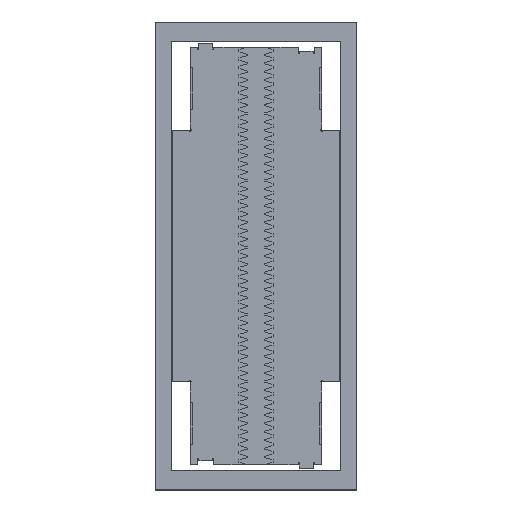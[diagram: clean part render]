
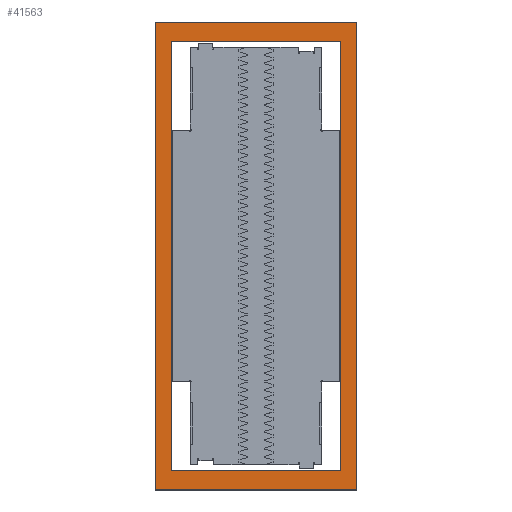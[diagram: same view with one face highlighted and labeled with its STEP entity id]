
A CAD part, top view. The second image highlights one B-rep face of the part: STEP entity #41563.
In plain terms, the highlighted planar face has unit normal (0, 0, 1).
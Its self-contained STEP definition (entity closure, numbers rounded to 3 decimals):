
#41563 = ADVANCED_FACE('',(#41564,#41683),#41578,.T.);
#41564 = FACE_BOUND('',#41565,.T.);
#41565 = EDGE_LOOP('',(#41566,#41601,#41629,#41657));
#41566 = ORIENTED_EDGE('',*,*,#41567,.T.);
#41567 = EDGE_CURVE('',#41568,#41570,#41572,.T.);
#41568 = VERTEX_POINT('',#41569);
#41569 = CARTESIAN_POINT('',(16.2,40.9,-4.2));
#41570 = VERTEX_POINT('',#41571);
#41571 = CARTESIAN_POINT('',(16.2,-40.9,-4.2));
#41572 = SURFACE_CURVE('',#41573,(#41577,#41589),.PCURVE_S1.);
#41573 = LINE('',#41574,#41575);
#41574 = CARTESIAN_POINT('',(16.2,40.9,-4.2));
#41575 = VECTOR('',#41576,1.);
#41576 = DIRECTION('',(0.,-1.,0.));
#41577 = PCURVE('',#41578,#41583);
#41578 = PLANE('',#41579);
#41579 = AXIS2_PLACEMENT_3D('',#41580,#41581,#41582);
#41580 = CARTESIAN_POINT('',(19.2,40.,-4.2));
#41581 = DIRECTION('',(0.,0.,1.));
#41582 = DIRECTION('',(0.,1.,0.));
#41583 = DEFINITIONAL_REPRESENTATION('',(#41584),#41588);
#41584 = LINE('',#41585,#41586);
#41585 = CARTESIAN_POINT('',(0.9,3.));
#41586 = VECTOR('',#41587,1.);
#41587 = DIRECTION('',(-1.,0.));
#41588 = ( GEOMETRIC_REPRESENTATION_CONTEXT(2) 
PARAMETRIC_REPRESENTATION_CONTEXT() REPRESENTATION_CONTEXT('2D SPACE',''
  ) );
#41589 = PCURVE('',#41590,#41595);
#41590 = PLANE('',#41591);
#41591 = AXIS2_PLACEMENT_3D('',#41592,#41593,#41594);
#41592 = CARTESIAN_POINT('',(16.2,40.,-6.6));
#41593 = DIRECTION('',(-1.,0.,0.));
#41594 = DIRECTION('',(0.,0.,1.));
#41595 = DEFINITIONAL_REPRESENTATION('',(#41596),#41600);
#41596 = LINE('',#41597,#41598);
#41597 = CARTESIAN_POINT('',(2.4,0.9));
#41598 = VECTOR('',#41599,1.);
#41599 = DIRECTION('',(0.,-1.));
#41600 = ( GEOMETRIC_REPRESENTATION_CONTEXT(2) 
PARAMETRIC_REPRESENTATION_CONTEXT() REPRESENTATION_CONTEXT('2D SPACE',''
  ) );
#41601 = ORIENTED_EDGE('',*,*,#41602,.F.);
#41602 = EDGE_CURVE('',#41603,#41570,#41605,.T.);
#41603 = VERTEX_POINT('',#41604);
#41604 = CARTESIAN_POINT('',(-16.2,-40.9,-4.2));
#41605 = SURFACE_CURVE('',#41606,(#41610,#41617),.PCURVE_S1.);
#41606 = LINE('',#41607,#41608);
#41607 = CARTESIAN_POINT('',(-16.2,-40.9,-4.2));
#41608 = VECTOR('',#41609,1.);
#41609 = DIRECTION('',(1.,0.,0.));
#41610 = PCURVE('',#41578,#41611);
#41611 = DEFINITIONAL_REPRESENTATION('',(#41612),#41616);
#41612 = LINE('',#41613,#41614);
#41613 = CARTESIAN_POINT('',(-80.9,35.4));
#41614 = VECTOR('',#41615,1.);
#41615 = DIRECTION('',(0.,-1.));
#41616 = ( GEOMETRIC_REPRESENTATION_CONTEXT(2) 
PARAMETRIC_REPRESENTATION_CONTEXT() REPRESENTATION_CONTEXT('2D SPACE',''
  ) );
#41617 = PCURVE('',#41618,#41623);
#41618 = PLANE('',#41619);
#41619 = AXIS2_PLACEMENT_3D('',#41620,#41621,#41622);
#41620 = CARTESIAN_POINT('',(-16.2,-40.9,-6.6));
#41621 = DIRECTION('',(0.,-1.,0.));
#41622 = DIRECTION('',(0.,0.,1.));
#41623 = DEFINITIONAL_REPRESENTATION('',(#41624),#41628);
#41624 = LINE('',#41625,#41626);
#41625 = CARTESIAN_POINT('',(2.4,0.));
#41626 = VECTOR('',#41627,1.);
#41627 = DIRECTION('',(0.,-1.));
#41628 = ( GEOMETRIC_REPRESENTATION_CONTEXT(2) 
PARAMETRIC_REPRESENTATION_CONTEXT() REPRESENTATION_CONTEXT('2D SPACE',''
  ) );
#41629 = ORIENTED_EDGE('',*,*,#41630,.T.);
#41630 = EDGE_CURVE('',#41603,#41631,#41633,.T.);
#41631 = VERTEX_POINT('',#41632);
#41632 = CARTESIAN_POINT('',(-16.2,40.9,-4.2));
#41633 = SURFACE_CURVE('',#41634,(#41638,#41645),.PCURVE_S1.);
#41634 = LINE('',#41635,#41636);
#41635 = CARTESIAN_POINT('',(-16.2,-40.9,-4.2));
#41636 = VECTOR('',#41637,1.);
#41637 = DIRECTION('',(0.,1.,0.));
#41638 = PCURVE('',#41578,#41639);
#41639 = DEFINITIONAL_REPRESENTATION('',(#41640),#41644);
#41640 = LINE('',#41641,#41642);
#41641 = CARTESIAN_POINT('',(-80.9,35.4));
#41642 = VECTOR('',#41643,1.);
#41643 = DIRECTION('',(1.,0.));
#41644 = ( GEOMETRIC_REPRESENTATION_CONTEXT(2) 
PARAMETRIC_REPRESENTATION_CONTEXT() REPRESENTATION_CONTEXT('2D SPACE',''
  ) );
#41645 = PCURVE('',#41646,#41651);
#41646 = PLANE('',#41647);
#41647 = AXIS2_PLACEMENT_3D('',#41648,#41649,#41650);
#41648 = CARTESIAN_POINT('',(-16.2,40.,-6.6));
#41649 = DIRECTION('',(-1.,0.,0.));
#41650 = DIRECTION('',(0.,0.,1.));
#41651 = DEFINITIONAL_REPRESENTATION('',(#41652),#41656);
#41652 = LINE('',#41653,#41654);
#41653 = CARTESIAN_POINT('',(2.4,-80.9));
#41654 = VECTOR('',#41655,1.);
#41655 = DIRECTION('',(0.,1.));
#41656 = ( GEOMETRIC_REPRESENTATION_CONTEXT(2) 
PARAMETRIC_REPRESENTATION_CONTEXT() REPRESENTATION_CONTEXT('2D SPACE',''
  ) );
#41657 = ORIENTED_EDGE('',*,*,#41658,.F.);
#41658 = EDGE_CURVE('',#41568,#41631,#41659,.T.);
#41659 = SURFACE_CURVE('',#41660,(#41664,#41671),.PCURVE_S1.);
#41660 = LINE('',#41661,#41662);
#41661 = CARTESIAN_POINT('',(16.2,40.9,-4.2));
#41662 = VECTOR('',#41663,1.);
#41663 = DIRECTION('',(-1.,0.,0.));
#41664 = PCURVE('',#41578,#41665);
#41665 = DEFINITIONAL_REPRESENTATION('',(#41666),#41670);
#41666 = LINE('',#41667,#41668);
#41667 = CARTESIAN_POINT('',(0.9,3.));
#41668 = VECTOR('',#41669,1.);
#41669 = DIRECTION('',(0.,1.));
#41670 = ( GEOMETRIC_REPRESENTATION_CONTEXT(2) 
PARAMETRIC_REPRESENTATION_CONTEXT() REPRESENTATION_CONTEXT('2D SPACE',''
  ) );
#41671 = PCURVE('',#41672,#41677);
#41672 = PLANE('',#41673);
#41673 = AXIS2_PLACEMENT_3D('',#41674,#41675,#41676);
#41674 = CARTESIAN_POINT('',(16.2,40.9,-6.6));
#41675 = DIRECTION('',(0.,1.,0.));
#41676 = DIRECTION('',(0.,0.,1.));
#41677 = DEFINITIONAL_REPRESENTATION('',(#41678),#41682);
#41678 = LINE('',#41679,#41680);
#41679 = CARTESIAN_POINT('',(2.4,0.));
#41680 = VECTOR('',#41681,1.);
#41681 = DIRECTION('',(0.,-1.));
#41682 = ( GEOMETRIC_REPRESENTATION_CONTEXT(2) 
PARAMETRIC_REPRESENTATION_CONTEXT() REPRESENTATION_CONTEXT('2D SPACE',''
  ) );
#41683 = FACE_BOUND('',#41684,.T.);
#41684 = EDGE_LOOP('',(#41685,#41715,#41743,#41771));
#41685 = ORIENTED_EDGE('',*,*,#41686,.T.);
#41686 = EDGE_CURVE('',#41687,#41689,#41691,.T.);
#41687 = VERTEX_POINT('',#41688);
#41688 = CARTESIAN_POINT('',(-19.2,44.7,-4.2));
#41689 = VERTEX_POINT('',#41690);
#41690 = CARTESIAN_POINT('',(-19.2,-44.7,-4.2));
#41691 = SURFACE_CURVE('',#41692,(#41696,#41703),.PCURVE_S1.);
#41692 = LINE('',#41693,#41694);
#41693 = CARTESIAN_POINT('',(-19.2,44.7,-4.2));
#41694 = VECTOR('',#41695,1.);
#41695 = DIRECTION('',(0.,-1.,0.));
#41696 = PCURVE('',#41578,#41697);
#41697 = DEFINITIONAL_REPRESENTATION('',(#41698),#41702);
#41698 = LINE('',#41699,#41700);
#41699 = CARTESIAN_POINT('',(4.7,38.4));
#41700 = VECTOR('',#41701,1.);
#41701 = DIRECTION('',(-1.,0.));
#41702 = ( GEOMETRIC_REPRESENTATION_CONTEXT(2) 
PARAMETRIC_REPRESENTATION_CONTEXT() REPRESENTATION_CONTEXT('2D SPACE',''
  ) );
#41703 = PCURVE('',#41704,#41709);
#41704 = PLANE('',#41705);
#41705 = AXIS2_PLACEMENT_3D('',#41706,#41707,#41708);
#41706 = CARTESIAN_POINT('',(-19.2,40.,-6.6));
#41707 = DIRECTION('',(-1.,0.,0.));
#41708 = DIRECTION('',(0.,0.,1.));
#41709 = DEFINITIONAL_REPRESENTATION('',(#41710),#41714);
#41710 = LINE('',#41711,#41712);
#41711 = CARTESIAN_POINT('',(2.4,4.7));
#41712 = VECTOR('',#41713,1.);
#41713 = DIRECTION('',(0.,-1.));
#41714 = ( GEOMETRIC_REPRESENTATION_CONTEXT(2) 
PARAMETRIC_REPRESENTATION_CONTEXT() REPRESENTATION_CONTEXT('2D SPACE',''
  ) );
#41715 = ORIENTED_EDGE('',*,*,#41716,.T.);
#41716 = EDGE_CURVE('',#41689,#41717,#41719,.T.);
#41717 = VERTEX_POINT('',#41718);
#41718 = CARTESIAN_POINT('',(19.2,-44.7,-4.2));
#41719 = SURFACE_CURVE('',#41720,(#41724,#41731),.PCURVE_S1.);
#41720 = LINE('',#41721,#41722);
#41721 = CARTESIAN_POINT('',(-19.2,-44.7,-4.2));
#41722 = VECTOR('',#41723,1.);
#41723 = DIRECTION('',(1.,0.,0.));
#41724 = PCURVE('',#41578,#41725);
#41725 = DEFINITIONAL_REPRESENTATION('',(#41726),#41730);
#41726 = LINE('',#41727,#41728);
#41727 = CARTESIAN_POINT('',(-84.7,38.4));
#41728 = VECTOR('',#41729,1.);
#41729 = DIRECTION('',(0.,-1.));
#41730 = ( GEOMETRIC_REPRESENTATION_CONTEXT(2) 
PARAMETRIC_REPRESENTATION_CONTEXT() REPRESENTATION_CONTEXT('2D SPACE',''
  ) );
#41731 = PCURVE('',#41732,#41737);
#41732 = PLANE('',#41733);
#41733 = AXIS2_PLACEMENT_3D('',#41734,#41735,#41736);
#41734 = CARTESIAN_POINT('',(-19.2,-44.7,-6.6));
#41735 = DIRECTION('',(0.,-1.,0.));
#41736 = DIRECTION('',(0.,0.,1.));
#41737 = DEFINITIONAL_REPRESENTATION('',(#41738),#41742);
#41738 = LINE('',#41739,#41740);
#41739 = CARTESIAN_POINT('',(2.4,0.));
#41740 = VECTOR('',#41741,1.);
#41741 = DIRECTION('',(0.,-1.));
#41742 = ( GEOMETRIC_REPRESENTATION_CONTEXT(2) 
PARAMETRIC_REPRESENTATION_CONTEXT() REPRESENTATION_CONTEXT('2D SPACE',''
  ) );
#41743 = ORIENTED_EDGE('',*,*,#41744,.T.);
#41744 = EDGE_CURVE('',#41717,#41745,#41747,.T.);
#41745 = VERTEX_POINT('',#41746);
#41746 = CARTESIAN_POINT('',(19.2,44.7,-4.2));
#41747 = SURFACE_CURVE('',#41748,(#41752,#41759),.PCURVE_S1.);
#41748 = LINE('',#41749,#41750);
#41749 = CARTESIAN_POINT('',(19.2,-44.7,-4.2));
#41750 = VECTOR('',#41751,1.);
#41751 = DIRECTION('',(0.,1.,0.));
#41752 = PCURVE('',#41578,#41753);
#41753 = DEFINITIONAL_REPRESENTATION('',(#41754),#41758);
#41754 = LINE('',#41755,#41756);
#41755 = CARTESIAN_POINT('',(-84.7,0.));
#41756 = VECTOR('',#41757,1.);
#41757 = DIRECTION('',(1.,0.));
#41758 = ( GEOMETRIC_REPRESENTATION_CONTEXT(2) 
PARAMETRIC_REPRESENTATION_CONTEXT() REPRESENTATION_CONTEXT('2D SPACE',''
  ) );
#41759 = PCURVE('',#41760,#41765);
#41760 = PLANE('',#41761);
#41761 = AXIS2_PLACEMENT_3D('',#41762,#41763,#41764);
#41762 = CARTESIAN_POINT('',(19.2,40.,-6.6));
#41763 = DIRECTION('',(-1.,0.,0.));
#41764 = DIRECTION('',(0.,0.,1.));
#41765 = DEFINITIONAL_REPRESENTATION('',(#41766),#41770);
#41766 = LINE('',#41767,#41768);
#41767 = CARTESIAN_POINT('',(2.4,-84.7));
#41768 = VECTOR('',#41769,1.);
#41769 = DIRECTION('',(0.,1.));
#41770 = ( GEOMETRIC_REPRESENTATION_CONTEXT(2) 
PARAMETRIC_REPRESENTATION_CONTEXT() REPRESENTATION_CONTEXT('2D SPACE',''
  ) );
#41771 = ORIENTED_EDGE('',*,*,#41772,.T.);
#41772 = EDGE_CURVE('',#41745,#41687,#41773,.T.);
#41773 = SURFACE_CURVE('',#41774,(#41778,#41785),.PCURVE_S1.);
#41774 = LINE('',#41775,#41776);
#41775 = CARTESIAN_POINT('',(19.2,44.7,-4.2));
#41776 = VECTOR('',#41777,1.);
#41777 = DIRECTION('',(-1.,0.,0.));
#41778 = PCURVE('',#41578,#41779);
#41779 = DEFINITIONAL_REPRESENTATION('',(#41780),#41784);
#41780 = LINE('',#41781,#41782);
#41781 = CARTESIAN_POINT('',(4.7,0.));
#41782 = VECTOR('',#41783,1.);
#41783 = DIRECTION('',(0.,1.));
#41784 = ( GEOMETRIC_REPRESENTATION_CONTEXT(2) 
PARAMETRIC_REPRESENTATION_CONTEXT() REPRESENTATION_CONTEXT('2D SPACE',''
  ) );
#41785 = PCURVE('',#41786,#41791);
#41786 = PLANE('',#41787);
#41787 = AXIS2_PLACEMENT_3D('',#41788,#41789,#41790);
#41788 = CARTESIAN_POINT('',(19.2,44.7,-6.6));
#41789 = DIRECTION('',(0.,1.,0.));
#41790 = DIRECTION('',(0.,0.,1.));
#41791 = DEFINITIONAL_REPRESENTATION('',(#41792),#41796);
#41792 = LINE('',#41793,#41794);
#41793 = CARTESIAN_POINT('',(2.4,0.));
#41794 = VECTOR('',#41795,1.);
#41795 = DIRECTION('',(0.,-1.));
#41796 = ( GEOMETRIC_REPRESENTATION_CONTEXT(2) 
PARAMETRIC_REPRESENTATION_CONTEXT() REPRESENTATION_CONTEXT('2D SPACE',''
  ) );
